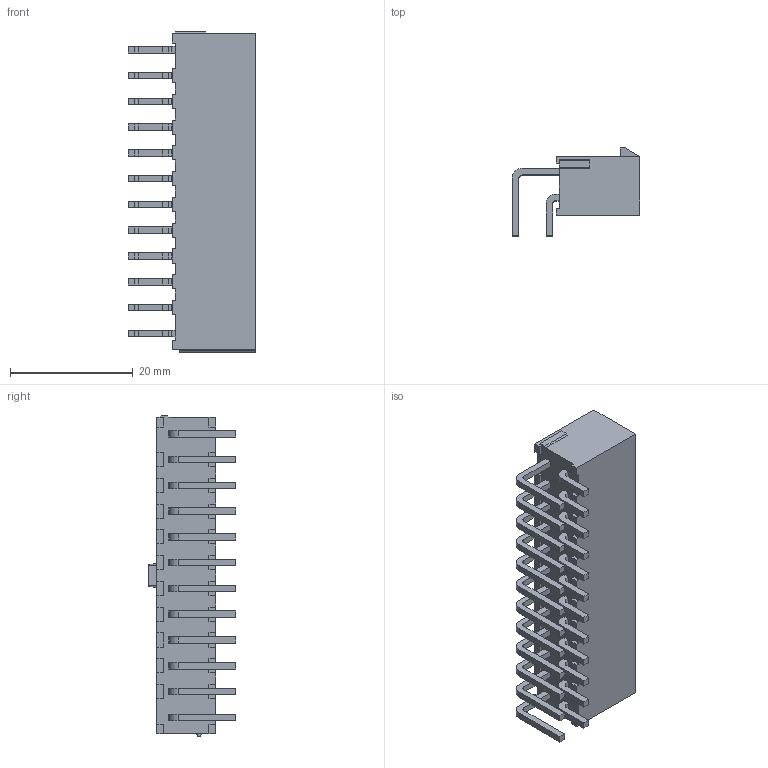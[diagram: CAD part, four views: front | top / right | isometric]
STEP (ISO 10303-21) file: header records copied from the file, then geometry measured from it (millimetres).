
FILE_DESCRIPTION( ( 'STEP AP214' ), '1' );
FILE_NAME( 'psolqas08332597532.stp', '2019-02-18T07:33:26', ( '' ), ( '' ), ' ', 'PARTsolutions', ' ' );
FILE_SCHEMA( ( 'AUTOMOTIVE_DESIGN { 1 0 10303 214 1 1 1 1 }' ) );
Length unit declared in the file: metre
Products named in the file (1): 1
Bounding box: 20.73 x 14.3 x 52.25 mm (x, y, z)
Volume: 4281.3 mm3; surface area: 7515.1 mm2
Topology: 1 solids, 1 shells, 591 faces, 1549 edges, 1032 vertices
Faces by surface type: plane 542, cylinder 49
Entity records: 17900 total; most frequent: CARTESIAN_POINT 3173, ORIENTED_EDGE 3098, DIRECTION 2831, EDGE_CURVE 1549, LINE 1451, VECTOR 1451, VERTEX_POINT 1032, AXIS2_PLACEMENT_3D 690
